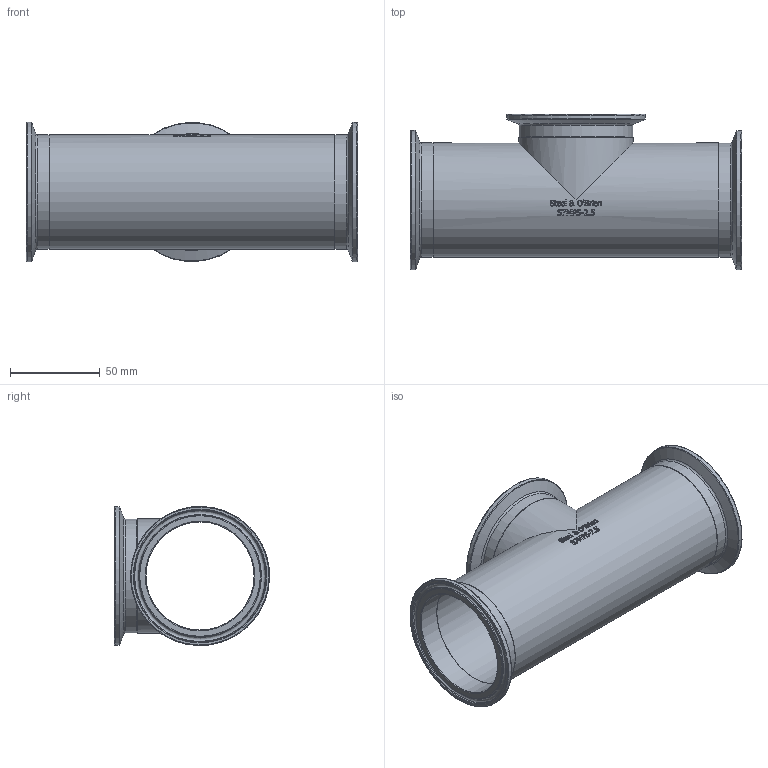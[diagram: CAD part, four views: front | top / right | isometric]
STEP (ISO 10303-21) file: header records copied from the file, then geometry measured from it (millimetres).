
FILE_DESCRIPTION(/* description */ (''),/* implementation_level */ '2;1');
FILE_NAME(/* name */ 'S7MPS-2.5.stp',/* time_stamp */ '2018-11-28T13:21:52-05:00',/* author */ ('ken'),/* organization */ (''),/* preprocessor_version */ 'ST-DEVELOPER v15.2',/* originating_system */ 'Autodesk Inventor 2014',/* authorisation */ '');
FILE_SCHEMA (('AUTOMOTIVE_DESIGN { 1 0 10303 214 3 1 1 }'));
Length unit declared in the file: inch
Products named in the file (1): S7MPS-2.5
Bounding box: 184.15 x 86.32 x 77.39 mm (x, y, z)
Volume: 78197.8 mm3; surface area: 85043.3 mm2
Topology: 1 solids, 1 shells, 413 faces, 1077 edges, 706 vertices
Faces by surface type: bspline 183, plane 149, cylinder 45, torus 27, cone 9
Full cylindrical faces by diameter (mm): 60.198 x5, 63.5 x5, 77.394 x3
Entity records: 15796 total; most frequent: CARTESIAN_POINT 6809, ORIENTED_EDGE 2048, DIRECTION 1326, EDGE_CURVE 1024, VERTEX_POINT 704, EDGE_LOOP 508, LINE 452, VECTOR 452
